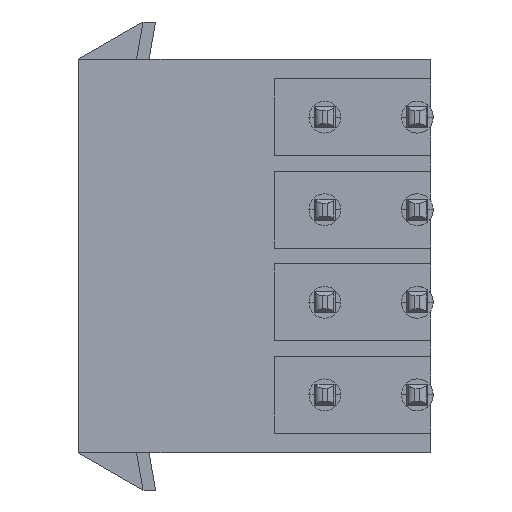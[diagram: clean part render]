
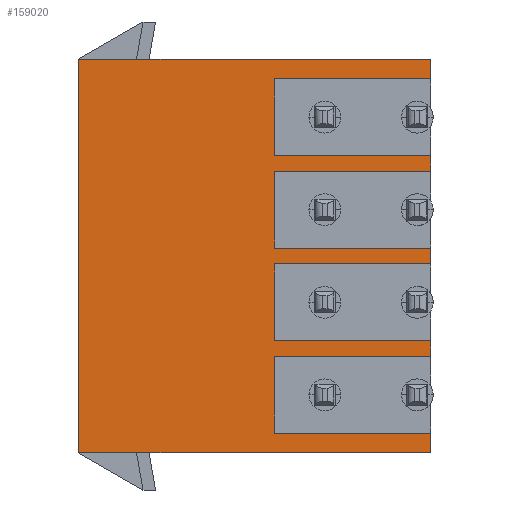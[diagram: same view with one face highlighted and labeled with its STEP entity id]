
A CAD part, front view. The second image highlights one B-rep face of the part: STEP entity #159020.
In plain terms, the highlighted planar face has unit normal (0, -1, 0).
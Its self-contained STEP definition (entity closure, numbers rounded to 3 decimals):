
#2390=CARTESIAN_POINT('',(-75.551,-17.017,
-7.275));
#2400=VERTEX_POINT('',#2390);
#2430=CARTESIAN_POINT('',(-75.551,-17.017,0.));
#2440=DIRECTION('',(0.,0.,-1.));
#2450=VECTOR('',#2440,1.);
#2460=LINE('',#2430,#2450);
#2470=CARTESIAN_POINT('',(-75.551,-17.017,
-8.025));
#2480=VERTEX_POINT('',#2470);
#2490=EDGE_CURVE('',#2400,#2480,#2460,.T.);
#7790=CARTESIAN_POINT('',(0.,-17.017,-8.025));
#7800=DIRECTION('',(1.,0.,0.));
#7810=VECTOR('',#7800,1.);
#7820=LINE('',#7790,#7810);
#7830=CARTESIAN_POINT('',(-62.251,-17.017,-8.025)
);
#7840=VERTEX_POINT('',#7830);
#7850=EDGE_CURVE('',#2480,#7840,#7820,.T.);
#15390=CARTESIAN_POINT('',(-69.651,-17.017,-7.275
));
#15400=VERTEX_POINT('',#15390);
#15430=CARTESIAN_POINT('',(0.,-17.017,-7.275));
#15440=DIRECTION('',(1.,0.,0.));
#15450=VECTOR('',#15440,1.);
#15460=LINE('',#15430,#15450);
#15470=EDGE_CURVE('',#2400,#15400,#15460,.T.);
#91130=CARTESIAN_POINT('',(-69.651,-17.017,-4.375
));
#91140=VERTEX_POINT('',#91130);
#91170=CARTESIAN_POINT('',(-69.651,-17.017,0.));
#91180=DIRECTION('',(0.,0.,-1.));
#91190=VECTOR('',#91180,1.);
#91200=LINE('',#91170,#91190);
#91210=EDGE_CURVE('',#91140,#15400,#91200,.T.);
#95070=CARTESIAN_POINT('',(-75.551,-17.017,
-3.775));
#95080=VERTEX_POINT('',#95070);
#95110=CARTESIAN_POINT('',(-75.551,-17.017,0.));
#95120=DIRECTION('',(0.,0.,1.));
#95130=VECTOR('',#95120,1.);
#95140=LINE('',#95110,#95130);
#95150=CARTESIAN_POINT('',(-75.551,-17.017,
-4.375));
#95160=VERTEX_POINT('',#95150);
#95170=EDGE_CURVE('',#95160,#95080,#95140,.T.);
#96160=CARTESIAN_POINT('',(0.,-17.017,-4.375));
#96170=DIRECTION('',(-1.,0.,0.));
#96180=VECTOR('',#96170,1.);
#96190=LINE('',#96160,#96180);
#96200=EDGE_CURVE('',#91140,#95160,#96190,.T.);
#96990=CARTESIAN_POINT('',(-69.651,-17.017,-3.775
));
#97000=VERTEX_POINT('',#96990);
#97030=CARTESIAN_POINT('',(0.,-17.017,-3.775));
#97040=DIRECTION('',(1.,0.,0.));
#97050=VECTOR('',#97040,1.);
#97060=LINE('',#97030,#97050);
#97070=EDGE_CURVE('',#95080,#97000,#97060,.T.);
#147980=CARTESIAN_POINT('',(0.,-17.017,-0.875));
#147990=DIRECTION('',(-1.,0.,0.));
#148000=VECTOR('',#147990,1.);
#148010=LINE('',#147980,#148000);
#148020=CARTESIAN_POINT('',(-69.651,-17.017,
-0.875));
#148030=VERTEX_POINT('',#148020);
#148040=CARTESIAN_POINT('',(-75.551,-17.017,
-0.875));
#148050=VERTEX_POINT('',#148040);
#148060=EDGE_CURVE('',#148030,#148050,#148010,.T.);
#148390=CARTESIAN_POINT('',(-69.651,-17.017,0.));
#148400=DIRECTION('',(0.,0.,1.));
#148410=VECTOR('',#148400,1.);
#148420=LINE('',#148390,#148410);
#148430=EDGE_CURVE('',#97000,#148030,#148420,.T.);
#158000=CARTESIAN_POINT('',(-62.251,-17.017,2.245
));
#158010=DIRECTION('',(0.,-1.,0.));
#158020=DIRECTION('',(0.,0.,1.));
#158030=AXIS2_PLACEMENT_3D('',#158000,#158010,#158020);
#158040=PLANE('',#158030);
#158050=CARTESIAN_POINT('',(0.,-17.017,2.625));
#158060=DIRECTION('',(-1.,0.,0.));
#158070=VECTOR('',#158060,1.);
#158080=LINE('',#158050,#158070);
#158090=CARTESIAN_POINT('',(-69.651,-17.017,2.625
));
#158100=VERTEX_POINT('',#158090);
#158110=CARTESIAN_POINT('',(-75.551,-17.017,
2.625));
#158120=VERTEX_POINT('',#158110);
#158130=EDGE_CURVE('',#158100,#158120,#158080,.T.);
#158140=ORIENTED_EDGE('',*,*,#158130,.F.);
#158150=CARTESIAN_POINT('',(-75.551,-17.017,7.));
#158160=DIRECTION('',(0.,0.,1.));
#158170=VECTOR('',#158160,1.);
#158180=LINE('',#158150,#158170);
#158190=CARTESIAN_POINT('',(-75.551,-17.017,
3.225));
#158200=VERTEX_POINT('',#158190);
#158210=EDGE_CURVE('',#158120,#158200,#158180,.T.);
#158220=ORIENTED_EDGE('',*,*,#158210,.F.);
#158230=CARTESIAN_POINT('',(0.,-17.017,3.225));
#158240=DIRECTION('',(1.,0.,0.));
#158250=VECTOR('',#158240,1.);
#158260=LINE('',#158230,#158250);
#158270=CARTESIAN_POINT('',(-69.651,-17.017,3.225
));
#158280=VERTEX_POINT('',#158270);
#158290=EDGE_CURVE('',#158200,#158280,#158260,.T.);
#158300=ORIENTED_EDGE('',*,*,#158290,.F.);
#158310=CARTESIAN_POINT('',(-69.651,-17.017,7.));
#158320=DIRECTION('',(0.,0.,1.));
#158330=VECTOR('',#158320,1.);
#158340=LINE('',#158310,#158330);
#158350=CARTESIAN_POINT('',(-69.651,-17.017,6.125
));
#158360=VERTEX_POINT('',#158350);
#158370=EDGE_CURVE('',#158280,#158360,#158340,.T.);
#158380=ORIENTED_EDGE('',*,*,#158370,.F.);
#158390=CARTESIAN_POINT('',(0.,-17.017,6.125));
#158400=DIRECTION('',(1.,0.,0.));
#158410=VECTOR('',#158400,1.);
#158420=LINE('',#158390,#158410);
#158430=CARTESIAN_POINT('',(-75.551,-17.017,
6.125));
#158440=VERTEX_POINT('',#158430);
#158450=EDGE_CURVE('',#158440,#158360,#158420,.T.);
#158460=ORIENTED_EDGE('',*,*,#158450,.T.);
#158470=CARTESIAN_POINT('',(-75.551,-17.017,7.));
#158480=DIRECTION('',(0.,0.,1.));
#158490=VECTOR('',#158480,1.);
#158500=LINE('',#158470,#158490);
#158510=CARTESIAN_POINT('',(-75.551,-17.017,
6.875));
#158520=VERTEX_POINT('',#158510);
#158530=EDGE_CURVE('',#158440,#158520,#158500,.T.);
#158540=ORIENTED_EDGE('',*,*,#158530,.F.);
#158550=CARTESIAN_POINT('',(0.,-17.017,6.875));
#158560=DIRECTION('',(1.,0.,0.));
#158570=VECTOR('',#158560,1.);
#158580=LINE('',#158550,#158570);
#158590=CARTESIAN_POINT('',(-62.251,-17.017,6.875)
);
#158600=VERTEX_POINT('',#158590);
#158610=EDGE_CURVE('',#158520,#158600,#158580,.T.);
#158620=ORIENTED_EDGE('',*,*,#158610,.F.);
#158630=CARTESIAN_POINT('',(-62.251,-17.017,5.745
));
#158640=DIRECTION('',(0.,0.,-1.));
#158650=VECTOR('',#158640,1.);
#158660=LINE('',#158630,#158650);
#158670=EDGE_CURVE('',#158600,#7840,#158660,.T.);
#158680=ORIENTED_EDGE('',*,*,#158670,.F.);
#158690=ORIENTED_EDGE('',*,*,#7850,.T.);
#158700=ORIENTED_EDGE('',*,*,#2490,.T.);
#158710=ORIENTED_EDGE('',*,*,#15470,.F.);
#158720=ORIENTED_EDGE('',*,*,#91210,.T.);
#158730=ORIENTED_EDGE('',*,*,#96200,.F.);
#158740=ORIENTED_EDGE('',*,*,#95170,.F.);
#158750=ORIENTED_EDGE('',*,*,#97070,.F.);
#158760=ORIENTED_EDGE('',*,*,#148430,.F.);
#158770=ORIENTED_EDGE('',*,*,#148060,.F.);
#158780=CARTESIAN_POINT('',(-75.551,-17.017,3.5));
#158790=DIRECTION('',(0.,0.,1.));
#158800=VECTOR('',#158790,1.);
#158810=LINE('',#158780,#158800);
#158820=CARTESIAN_POINT('',(-75.551,-17.017,
-0.275));
#158830=VERTEX_POINT('',#158820);
#158840=EDGE_CURVE('',#148050,#158830,#158810,.T.);
#158850=ORIENTED_EDGE('',*,*,#158840,.F.);
#158860=CARTESIAN_POINT('',(0.,-17.017,-0.275));
#158870=DIRECTION('',(1.,0.,0.));
#158880=VECTOR('',#158870,1.);
#158890=LINE('',#158860,#158880);
#158900=CARTESIAN_POINT('',(-69.651,-17.017,
-0.275));
#158910=VERTEX_POINT('',#158900);
#158920=EDGE_CURVE('',#158830,#158910,#158890,.T.);
#158930=ORIENTED_EDGE('',*,*,#158920,.F.);
#158940=CARTESIAN_POINT('',(-69.651,-17.017,7.));
#158950=DIRECTION('',(0.,0.,-1.));
#158960=VECTOR('',#158950,1.);
#158970=LINE('',#158940,#158960);
#158980=EDGE_CURVE('',#158100,#158910,#158970,.T.);
#158990=ORIENTED_EDGE('',*,*,#158980,.T.);
#159000=EDGE_LOOP('',(#158990,#158930,#158850,#158770,#158760,#158750,
#158740,#158730,#158720,#158710,#158700,#158690,#158680,#158620,#158540,
#158460,#158380,#158300,#158220,#158140));
#159010=FACE_OUTER_BOUND('',#159000,.T.);
#159020=ADVANCED_FACE('',(#159010),#158040,.T.);
